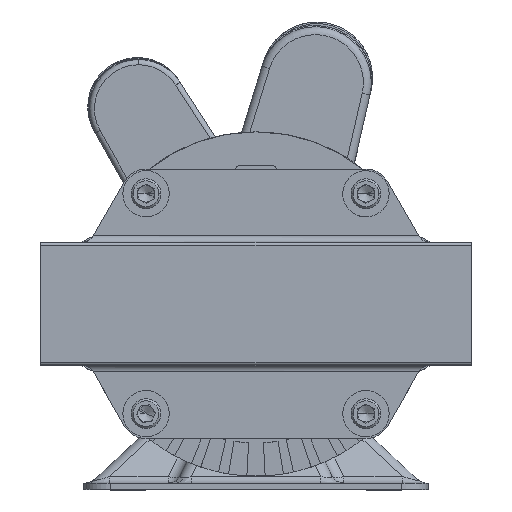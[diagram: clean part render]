
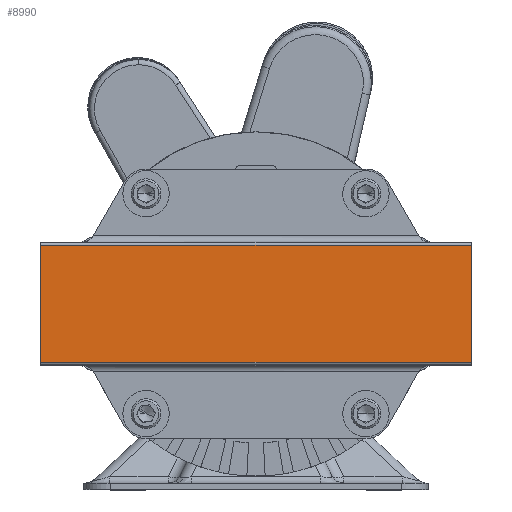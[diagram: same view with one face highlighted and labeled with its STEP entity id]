
A CAD part, top view. The second image highlights one B-rep face of the part: STEP entity #8990.
In plain terms, the highlighted planar face has unit normal (0, 0, 1).
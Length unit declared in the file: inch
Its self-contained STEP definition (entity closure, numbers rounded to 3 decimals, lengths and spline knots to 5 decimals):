
#227 = DIRECTION ( 'NONE',  ( 0., 1., 0. ) ) ;
#376 = EDGE_CURVE ( 'NONE', #30472, #35153, #33219, .T. ) ;
#4134 = VERTEX_POINT ( 'NONE', #12231 ) ;
#4894 = ORIENTED_EDGE ( 'NONE', *, *, #41496, .T. ) ;
#5065 = AXIS2_PLACEMENT_3D ( 'NONE', #23674, #40261, #20477 ) ;
#5068 = VERTEX_POINT ( 'NONE', #28861 ) ;
#5339 = EDGE_CURVE ( 'NONE', #35153, #4134, #26739, .T. ) ;
#5596 = LINE ( 'NONE', #24942, #21074 ) ;
#6078 = VECTOR ( 'NONE', #12005, 39.37008 ) ;
#7133 = LINE ( 'NONE', #36402, #41235 ) ;
#8990 = ADVANCED_FACE ( 'NONE', ( #25117 ), #33619, .F. ) ;
#12005 = DIRECTION ( 'NONE',  ( 1., 0., 0. ) ) ;
#12231 = CARTESIAN_POINT ( 'NONE',  ( 4.07, 1.1025, 3.03 ) ) ;
#17375 = CARTESIAN_POINT ( 'NONE',  ( -4.07, -1.1025, 3.03 ) ) ;
#17713 = EDGE_CURVE ( 'NONE', #5068, #4134, #7133, .T. ) ;
#18431 = DIRECTION ( 'NONE',  ( 1., 0., 0. ) ) ;
#20477 = DIRECTION ( 'NONE',  ( 0., -1., 0. ) ) ;
#21074 = VECTOR ( 'NONE', #18431, 39.37008 ) ;
#23674 = CARTESIAN_POINT ( 'NONE',  ( -4.07, -1.1025, 3.03 ) ) ;
#24942 = CARTESIAN_POINT ( 'NONE',  ( -4.07, -1.1025, 3.03 ) ) ;
#25117 = FACE_OUTER_BOUND ( 'NONE', #42599, .T. ) ;
#26739 = LINE ( 'NONE', #28602, #6078 ) ;
#28602 = CARTESIAN_POINT ( 'NONE',  ( -4.07, 1.1025, 3.03 ) ) ;
#28861 = CARTESIAN_POINT ( 'NONE',  ( 4.07, -1.1025, 3.03 ) ) ;
#30472 = VERTEX_POINT ( 'NONE', #40526 ) ;
#32935 = ORIENTED_EDGE ( 'NONE', *, *, #376, .F. ) ;
#33219 = LINE ( 'NONE', #17375, #41003 ) ;
#33619 = PLANE ( 'NONE',  #5065 ) ;
#35153 = VERTEX_POINT ( 'NONE', #38959 ) ;
#35178 = ORIENTED_EDGE ( 'NONE', *, *, #5339, .F. ) ;
#36402 = CARTESIAN_POINT ( 'NONE',  ( 4.07, -1.1025, 3.03 ) ) ;
#37639 = ORIENTED_EDGE ( 'NONE', *, *, #17713, .T. ) ;
#38959 = CARTESIAN_POINT ( 'NONE',  ( -4.07, 1.1025, 3.03 ) ) ;
#40261 = DIRECTION ( 'NONE',  ( 0., 0., -1. ) ) ;
#40486 = DIRECTION ( 'NONE',  ( 0., 1., 0. ) ) ;
#40526 = CARTESIAN_POINT ( 'NONE',  ( -4.07, -1.1025, 3.03 ) ) ;
#41003 = VECTOR ( 'NONE', #40486, 39.37008 ) ;
#41235 = VECTOR ( 'NONE', #227, 39.37008 ) ;
#41496 = EDGE_CURVE ( 'NONE', #30472, #5068, #5596, .T. ) ;
#42599 = EDGE_LOOP ( 'NONE', ( #37639, #35178, #32935, #4894 ) ) ;
